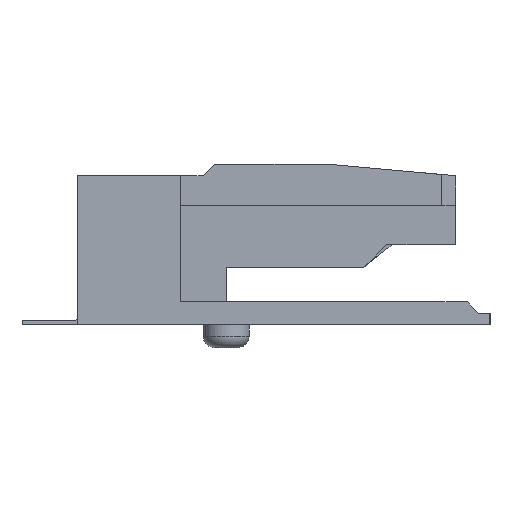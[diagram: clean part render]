
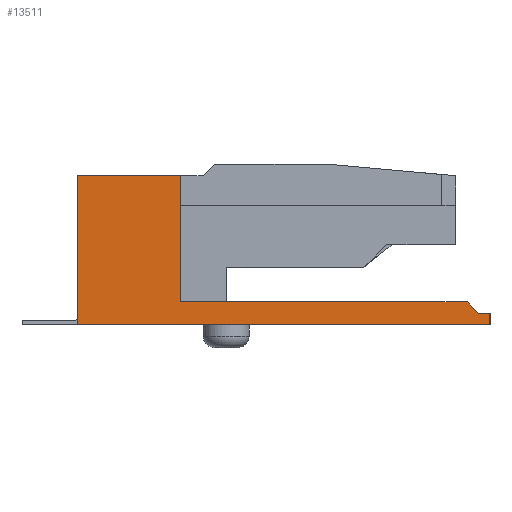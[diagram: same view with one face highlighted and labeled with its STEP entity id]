
A CAD part, left-side view. The second image highlights one B-rep face of the part: STEP entity #13511.
In plain terms, the highlighted planar face has unit normal (-1, 0, 0).
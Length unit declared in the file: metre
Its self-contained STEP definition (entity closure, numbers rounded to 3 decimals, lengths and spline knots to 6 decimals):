
#2074=ORIENTED_EDGE('',*,*,#5595,.F.);
#2075=ORIENTED_EDGE('',*,*,#5600,.T.);
#2076=ORIENTED_EDGE('',*,*,#5582,.F.);
#2077=ORIENTED_EDGE('',*,*,#5608,.F.);
#2078=ORIENTED_EDGE('',*,*,#5407,.T.);
#2079=ORIENTED_EDGE('',*,*,#5546,.T.);
#2080=ORIENTED_EDGE('',*,*,#5147,.F.);
#2081=ORIENTED_EDGE('',*,*,#5589,.F.);
#5147=EDGE_CURVE('',#7060,#7061,#8472,.T.);
#5407=EDGE_CURVE('',#7216,#7219,#8730,.T.);
#5546=EDGE_CURVE('',#7219,#7061,#8869,.T.);
#5582=EDGE_CURVE('',#7315,#7316,#8905,.T.);
#5589=EDGE_CURVE('',#7319,#7060,#8912,.T.);
#5595=EDGE_CURVE('',#7323,#7319,#8918,.T.);
#5600=EDGE_CURVE('',#7323,#7316,#8923,.T.);
#5608=EDGE_CURVE('',#7216,#7315,#8931,.T.);
#7060=VERTEX_POINT('',#19921);
#7061=VERTEX_POINT('',#19923);
#7216=VERTEX_POINT('',#20370);
#7219=VERTEX_POINT('',#20377);
#7315=VERTEX_POINT('',#20656);
#7316=VERTEX_POINT('',#20658);
#7319=VERTEX_POINT('',#20668);
#7323=VERTEX_POINT('',#20680);
#8472=LINE('',#19922,#10453);
#8730=LINE('',#20378,#10711);
#8869=LINE('',#20593,#10850);
#8905=LINE('',#20657,#10886);
#8912=LINE('',#20669,#10893);
#8918=LINE('',#20681,#10899);
#8923=LINE('',#20690,#10904);
#8931=LINE('',#20705,#10912);
#10453=VECTOR('',#15859,1.);
#10711=VECTOR('',#16195,1.);
#10850=VECTOR('',#16344,1.);
#10886=VECTOR('',#16386,1.);
#10893=VECTOR('',#16395,1.);
#10899=VECTOR('',#16405,1.);
#10904=VECTOR('',#16414,1.);
#10912=VECTOR('',#16430,1.);
#11662=EDGE_LOOP('',(#2074,#2075,#2076,#2077,#2078,#2079,#2080,#2081));
#12287=FACE_BOUND('',#11662,.T.);
#12898=PLANE('',#14184);
#13511=ADVANCED_FACE('',(#12287),#12898,.T.);
#14184=AXIS2_PLACEMENT_3D('',#20704,#16428,#16429);
#15859=DIRECTION('',(0.,1.,0.));
#16195=DIRECTION('',(0.,1.,0.));
#16344=DIRECTION('',(0.,0.,-1.));
#16386=DIRECTION('',(0.,-1.,0.));
#16395=DIRECTION('',(0.,0.,-1.));
#16405=DIRECTION('',(0.,-1.,0.));
#16414=DIRECTION('',(0.,0.707,0.707));
#16428=DIRECTION('',(-1.,0.,0.));
#16429=DIRECTION('',(0.,0.,1.));
#16430=DIRECTION('',(0.,0.,-1.));
#19921=CARTESIAN_POINT('',(-0.0285,-0.027866,0.0013));
#19922=CARTESIAN_POINT('',(-0.0285,-0.018866,0.0013));
#19923=CARTESIAN_POINT('',(-0.0285,-0.009866,0.0013));
#20370=CARTESIAN_POINT('',(-0.0285,-0.014366,0.0078));
#20377=CARTESIAN_POINT('',(-0.0285,-0.009866,0.0078));
#20378=CARTESIAN_POINT('',(-0.0285,-0.018866,0.0078));
#20593=CARTESIAN_POINT('',(-0.0285,-0.009866,0.0078));
#20656=CARTESIAN_POINT('',(-0.0285,-0.014366,0.0023));
#20657=CARTESIAN_POINT('',(-0.0285,-0.014366,0.0023));
#20658=CARTESIAN_POINT('',(-0.0285,-0.026866,0.0023));
#20668=CARTESIAN_POINT('',(-0.0285,-0.027866,0.0018));
#20669=CARTESIAN_POINT('',(-0.0285,-0.027866,0.0078));
#20680=CARTESIAN_POINT('',(-0.0285,-0.027366,0.0018));
#20681=CARTESIAN_POINT('',(-0.0285,-0.026866,0.0018));
#20690=CARTESIAN_POINT('',(-0.0285,-0.026866,0.0023));
#20704=CARTESIAN_POINT('',(-0.0285,-0.018866,0.0078));
#20705=CARTESIAN_POINT('',(-0.0285,-0.014366,0.0078));
